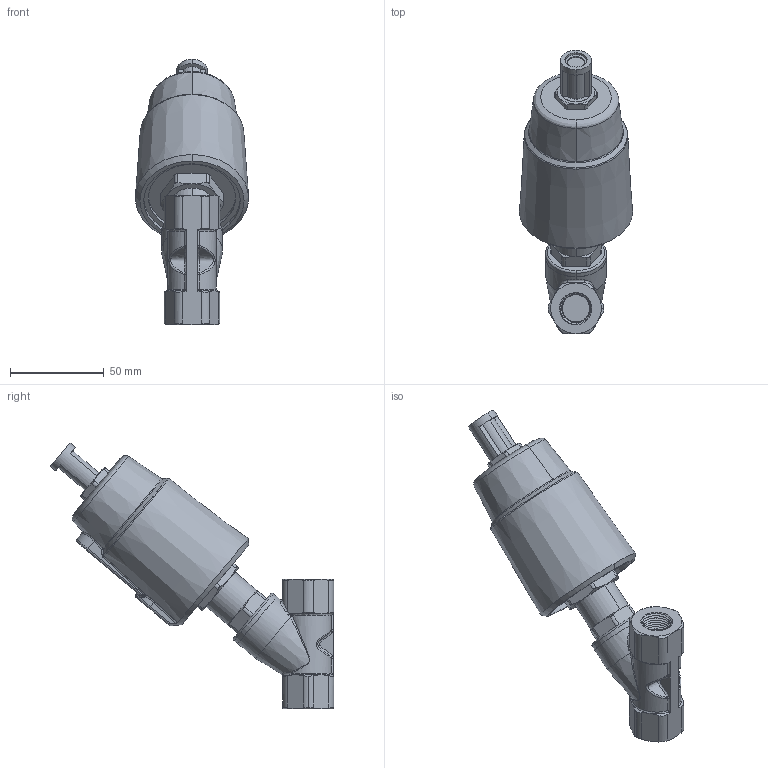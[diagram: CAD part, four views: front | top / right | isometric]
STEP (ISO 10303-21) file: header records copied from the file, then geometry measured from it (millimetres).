
FILE_DESCRIPTION (( 'STEP AP214' ), '1' );
FILE_NAME ('2KD3-8.STEP', '2019-03-11T22:27:18', ( '' ), ( '' ), 'SwSTEP 2.0', 'SolidWorks 2016', '' );
FILE_SCHEMA (( 'AUTOMOTIVE_DESIGN' ));
Length unit declared in the file: millimetre
Products named in the file (1): 2KD3-8
Bounding box: 60.27 x 150.88 x 141.62 mm (x, y, z)
Volume: 260875 mm3; surface area: 37454.1 mm2
Topology: 2 solids, 2 shells, 363 faces, 943 edges, 596 vertices
Faces by surface type: cone 140, cylinder 72, plane 70, bspline 53, torus 18, sphere 10
Entity records: 35978 total; most frequent: CARTESIAN_POINT 23977, ORIENTED_EDGE 1886, DIRECTION 1353, EDGE_CURVE 943, VERTEX_POINT 596, AXIS2_PLACEMENT_3D 552, B_SPLINE_CURVE_WITH_KNOTS 443, EDGE_LOOP 379
